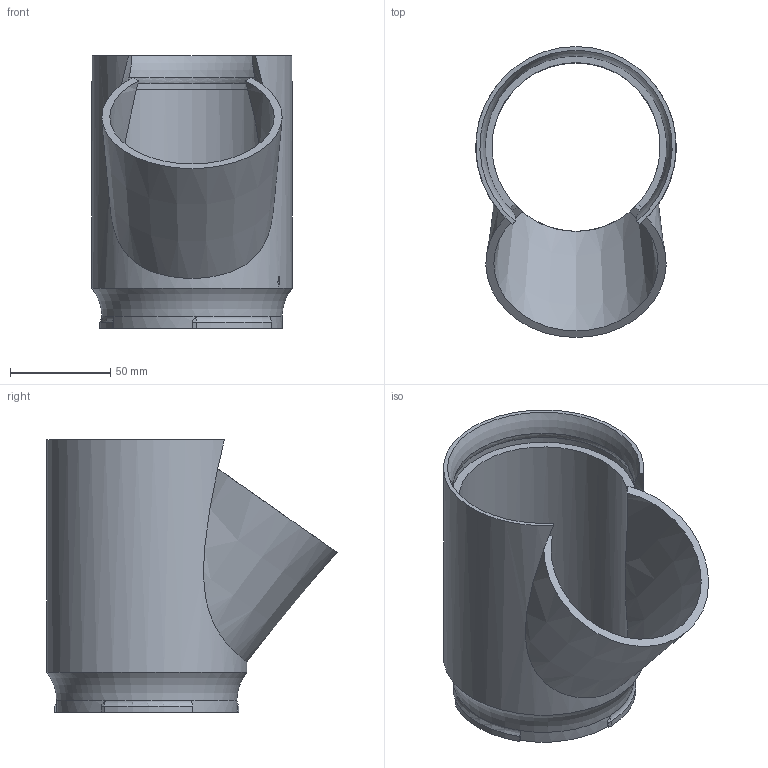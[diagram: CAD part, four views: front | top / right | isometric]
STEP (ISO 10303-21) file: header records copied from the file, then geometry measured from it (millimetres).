
FILE_DESCRIPTION(/* description */ (''),/* implementation_level */ '2;1');
FILE_NAME(/* name */ '80mm Planter Base Module.step',/* time_stamp */ '2023-10-30T16:00:14+11:00',/* author */ (''),/* organization */ (''),/* preprocessor_version */ 'ST-DEVELOPER v20',/* originating_system */ 'Autodesk Translation Framework v12.14.0.127',/* authorisation */ '');
FILE_SCHEMA (('AUTOMOTIVE_DESIGN { 1 0 10303 214 3 1 1 }'));
Length unit declared in the file: millimetre
Products named in the file (1): 80mm Planter Base Module
Bounding box: 100 x 145.12 x 135.88 mm (x, y, z)
Volume: 250623.1 mm3; surface area: 86650.9 mm2
Topology: 1 solids, 1 shells, 47 faces, 126 edges, 81 vertices
Faces by surface type: plane 22, cylinder 10, torus 6, cone 6, bspline 3
Full cylindrical faces by diameter (mm): 84 x1, 100 x1
Entity records: 1738 total; most frequent: CARTESIAN_POINT 544, ORIENTED_EDGE 252, DIRECTION 241, EDGE_CURVE 126, AXIS2_PLACEMENT_3D 102, VERTEX_POINT 81, EDGE_LOOP 49, FACE_OUTER_BOUND 47
